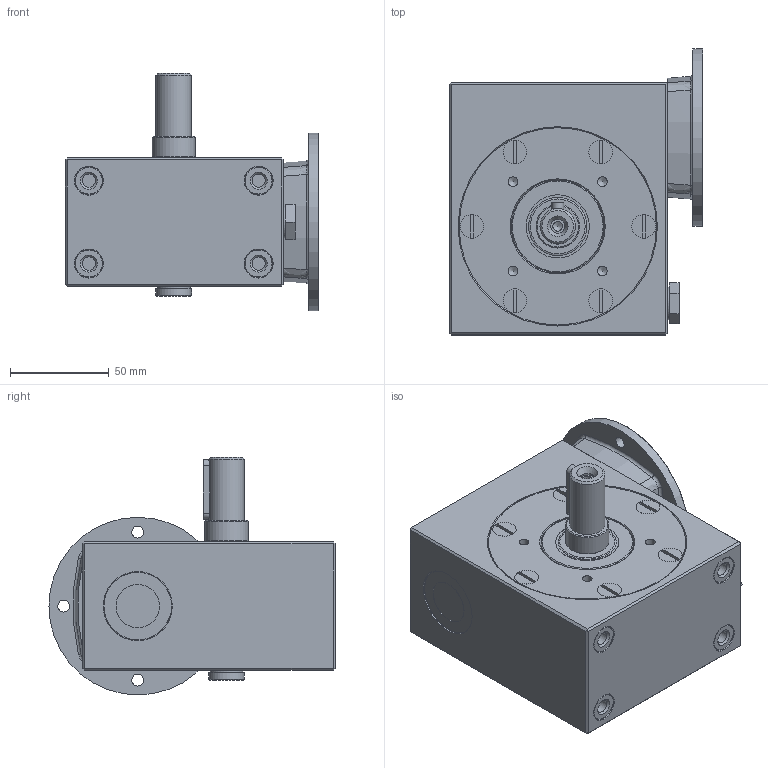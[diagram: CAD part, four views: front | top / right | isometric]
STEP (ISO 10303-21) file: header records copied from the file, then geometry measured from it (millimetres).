
FILE_DESCRIPTION( ( 'Unknown' ), '1' );
FILE_NAME( '558D379A52EF65263322A69397A9987.3d.stp', 'Unknown', ( 'Unknown' ), ( 'Unknown' ), 'PSStep 10.1', 'Unknown', ' ' );
FILE_SCHEMA( ( 'AUTOMOTIVE_DESIGN { 1 0 10303 214 1 1 1 1 }' ) );
Length unit declared in the file: millimetre
Products named in the file (1): I458800
Bounding box: 128.5 x 145 x 120.5 mm (x, y, z)
Volume: 973079.7 mm3; surface area: 89060.3 mm2
Topology: 1 solids, 14 shells, 397 faces, 924 edges, 597 vertices
Faces by surface type: plane 183, cylinder 111, cone 70, torus 25, bspline 8
Full cylindrical faces by diameter (mm): 4.917 x13, 6 x8, 6.5 x4, 6.647 x4, 7 x1, 10 x4, 10.106 x4, 10.5 x4, 12 x4, 12.1 x4, 14 x4, 14.1 x4, 16.5 x2, 18 x3, 18.01 x1, 22 x2, 25 x1, 29.5 x2, 32 x2, 34.246 x1, 35 x1, 40 x1, 47 x3, 51.8 x1, 90 x1, 100 x1
Entity records: 13827 total; most frequent: CARTESIAN_POINT 2730, DIRECTION 1734, ORIENTED_EDGE 1298, AXIS2_PLACEMENT_3D 739, EDGE_CURVE 649, EDGE_LOOP 624, FACE_OUTER_BOUND 498, VERTEX_POINT 490
